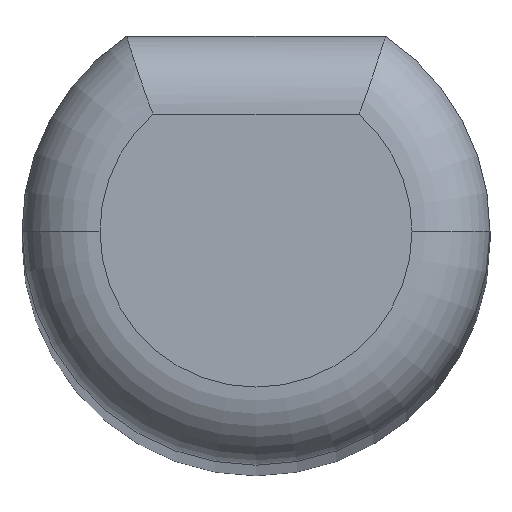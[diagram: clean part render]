
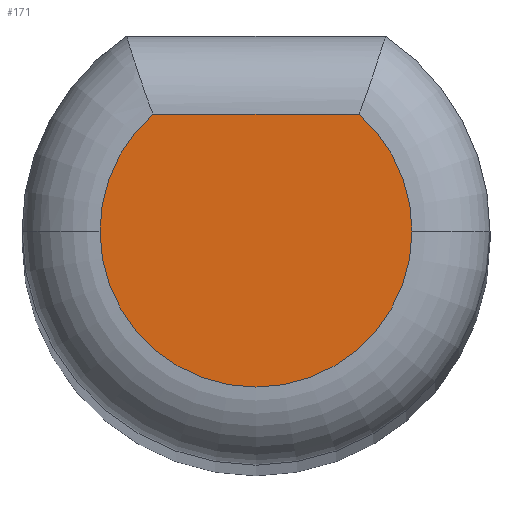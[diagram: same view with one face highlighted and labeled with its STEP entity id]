
A CAD part, top view. The second image highlights one B-rep face of the part: STEP entity #171.
In plain terms, the highlighted planar face has unit normal (0, 0, 1).
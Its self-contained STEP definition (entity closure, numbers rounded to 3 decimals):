
#19 = VERTEX_POINT ( 'NONE', #480 ) ;
#37 = VERTEX_POINT ( 'NONE', #216 ) ;
#49 = AXIS2_PLACEMENT_3D ( 'NONE', #608, #123, #105 ) ;
#65 = PLANE ( 'NONE',  #648 ) ;
#71 = DIRECTION ( 'NONE',  ( -1., 0., 0. ) ) ;
#79 = CARTESIAN_POINT ( 'NONE',  ( 41.948, 41.864, 95.12 ) ) ;
#80 = EDGE_CURVE ( 'NONE', #19, #37, #578, .T. ) ;
#84 = ORIENTED_EDGE ( 'NONE', *, *, #212, .T. ) ;
#96 = DIRECTION ( 'NONE',  ( 0., 0., 1. ) ) ;
#105 = DIRECTION ( 'NONE',  ( 1., 0., 0. ) ) ;
#123 = DIRECTION ( 'NONE',  ( 0., 0., 1. ) ) ;
#171 = ADVANCED_FACE ( 'NONE', ( #637 ), #65, .T. ) ;
#176 = CARTESIAN_POINT ( 'NONE',  ( 41.948, 41.864, 95.12 ) ) ;
#182 = AXIS2_PLACEMENT_3D ( 'NONE', #176, #96, #575 ) ;
#191 = CARTESIAN_POINT ( 'NONE',  ( 41.948, 41.864, 95.12 ) ) ;
#207 = DIRECTION ( 'NONE',  ( 1., 0., 0. ) ) ;
#212 = EDGE_CURVE ( 'NONE', #603, #19, #560, .T. ) ;
#216 = CARTESIAN_POINT ( 'NONE',  ( 39.948, 41.864, 95.12 ) ) ;
#217 = ORIENTED_EDGE ( 'NONE', *, *, #235, .T. ) ;
#226 = DIRECTION ( 'NONE',  ( 1., 0., 0. ) ) ;
#233 = DIRECTION ( 'NONE',  ( 0., 0., 1. ) ) ;
#235 = EDGE_CURVE ( 'NONE', #37, #659, #552, .T. ) ;
#258 = CARTESIAN_POINT ( 'NONE',  ( 41.948, 43.364, 95.12 ) ) ;
#383 = ORIENTED_EDGE ( 'NONE', *, *, #452, .T. ) ;
#452 = EDGE_CURVE ( 'NONE', #659, #603, #488, .T. ) ;
#458 = ORIENTED_EDGE ( 'NONE', *, *, #80, .T. ) ;
#480 = CARTESIAN_POINT ( 'NONE',  ( 40.625, 43.364, 95.12 ) ) ;
#483 = AXIS2_PLACEMENT_3D ( 'NONE', #79, #508, #207 ) ;
#485 = EDGE_LOOP ( 'NONE', ( #458, #217, #383, #84 ) ) ;
#488 = CIRCLE ( 'NONE', #49, 2. ) ;
#508 = DIRECTION ( 'NONE',  ( 0., 0., 1. ) ) ;
#542 = VECTOR ( 'NONE', #71, 1000. ) ;
#552 = CIRCLE ( 'NONE', #483, 2. ) ;
#560 = LINE ( 'NONE', #258, #542 ) ;
#575 = DIRECTION ( 'NONE',  ( 1., 0., 0. ) ) ;
#578 = CIRCLE ( 'NONE', #182, 2. ) ;
#597 = CARTESIAN_POINT ( 'NONE',  ( 43.271, 43.364, 95.12 ) ) ;
#599 = CARTESIAN_POINT ( 'NONE',  ( 43.948, 41.864, 95.12 ) ) ;
#603 = VERTEX_POINT ( 'NONE', #597 ) ;
#608 = CARTESIAN_POINT ( 'NONE',  ( 41.948, 41.864, 95.12 ) ) ;
#637 = FACE_OUTER_BOUND ( 'NONE', #485, .T. ) ;
#648 = AXIS2_PLACEMENT_3D ( 'NONE', #191, #233, #226 ) ;
#659 = VERTEX_POINT ( 'NONE', #599 ) ;
